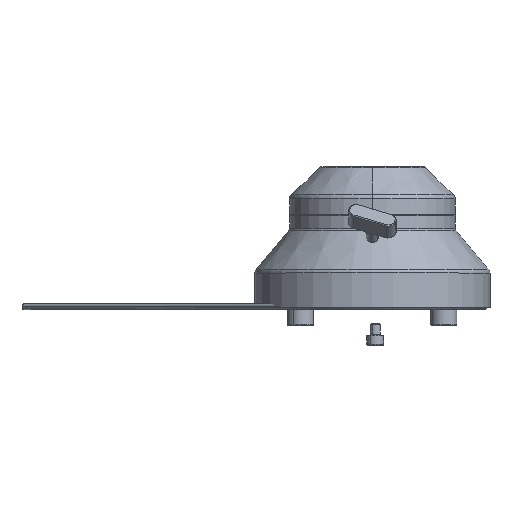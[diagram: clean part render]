
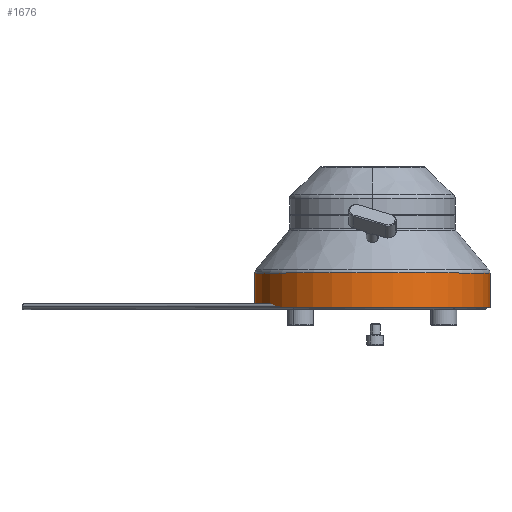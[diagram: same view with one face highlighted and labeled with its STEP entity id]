
A CAD part, top view. The second image highlights one B-rep face of the part: STEP entity #1676.
In plain terms, the highlighted cylindrical face has radius 59 mm (diameter 118 mm), a partial arc.
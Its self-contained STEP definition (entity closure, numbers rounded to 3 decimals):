
#1672 = EDGE_LOOP ( 'NONE', ( #1674, #1675, #1929, #1928 ) ) ;
#1673 = EDGE_CURVE ( 'NONE', #7656, #1930, #6778, .T. ) ;
#1674 = ORIENTED_EDGE ( 'NONE', *, *, #7727, .T. ) ;
#1675 = ORIENTED_EDGE ( 'NONE', *, *, #1673, .T. ) ;
#1676 = ADVANCED_FACE ( 'NONE', ( #6774 ), #6772, .T. ) ;
#1928 = ORIENTED_EDGE ( 'NONE', *, *, #1937, .F. ) ;
#1929 = ORIENTED_EDGE ( 'NONE', *, *, #1931, .F. ) ;
#1930 = VERTEX_POINT ( 'NONE', #7337 ) ;
#1931 = EDGE_CURVE ( 'NONE', #1936, #1930, #7330, .T. ) ;
#1936 = VERTEX_POINT ( 'NONE', #7407 ) ;
#1937 = EDGE_CURVE ( 'NONE', #7242, #1936, #7406, .T. ) ;
#6768 = DIRECTION ( 'NONE',  ( -1., 0., 0. ) ) ;
#6769 = DIRECTION ( 'NONE',  ( 0., 0., -1. ) ) ;
#6770 = CARTESIAN_POINT ( 'NONE',  ( 0., 0., -62.093 ) ) ;
#6771 = AXIS2_PLACEMENT_3D ( 'NONE', #6770, #6769, #6768 ) ;
#6772 = CYLINDRICAL_SURFACE ( 'NONE', #6771, 59. ) ;
#6774 = FACE_OUTER_BOUND ( 'NONE', #1672, .T. ) ;
#6775 = DIRECTION ( 'NONE',  ( 0., 0., -1. ) ) ;
#6776 = VECTOR ( 'NONE', #6775, 1000. ) ;
#6777 = CARTESIAN_POINT ( 'NONE',  ( 59., 0., -62.093 ) ) ;
#6778 = LINE ( 'NONE', #6777, #6776 ) ;
#7242 = VERTEX_POINT ( 'NONE', #10912 ) ;
#7327 = DIRECTION ( 'NONE',  ( 0., 0., -1. ) ) ;
#7328 = CARTESIAN_POINT ( 'NONE',  ( 0., 0., -17.406 ) ) ;
#7329 = AXIS2_PLACEMENT_3D ( 'NONE', #7328, #7327, #7409 ) ;
#7330 = CIRCLE ( 'NONE', #7329, 59. ) ;
#7337 = CARTESIAN_POINT ( 'NONE',  ( 59., 0., -17.406 ) ) ;
#7403 = DIRECTION ( 'NONE',  ( 0., 0., -1. ) ) ;
#7404 = VECTOR ( 'NONE', #7403, 1000. ) ;
#7405 = CARTESIAN_POINT ( 'NONE',  ( -59., 0., -62.093 ) ) ;
#7406 = LINE ( 'NONE', #7405, #7404 ) ;
#7407 = CARTESIAN_POINT ( 'NONE',  ( -59., 0., -17.406 ) ) ;
#7409 = DIRECTION ( 'NONE',  ( -1., 0., 0. ) ) ;
#7656 = VERTEX_POINT ( 'NONE', #11030 ) ;
#7727 = EDGE_CURVE ( 'NONE', #7242, #7656, #11091, .T. ) ;
#10912 = CARTESIAN_POINT ( 'NONE',  ( -59., 0., -0.2 ) ) ;
#11030 = CARTESIAN_POINT ( 'NONE',  ( 59., 0., -0.2 ) ) ;
#11087 = DIRECTION ( 'NONE',  ( -1., 0., 0. ) ) ;
#11088 = DIRECTION ( 'NONE',  ( 0., 0., -1. ) ) ;
#11089 = CARTESIAN_POINT ( 'NONE',  ( 0., 0., -0.2 ) ) ;
#11090 = AXIS2_PLACEMENT_3D ( 'NONE', #11089, #11088, #11087 ) ;
#11091 = CIRCLE ( 'NONE', #11090, 59. ) ;
